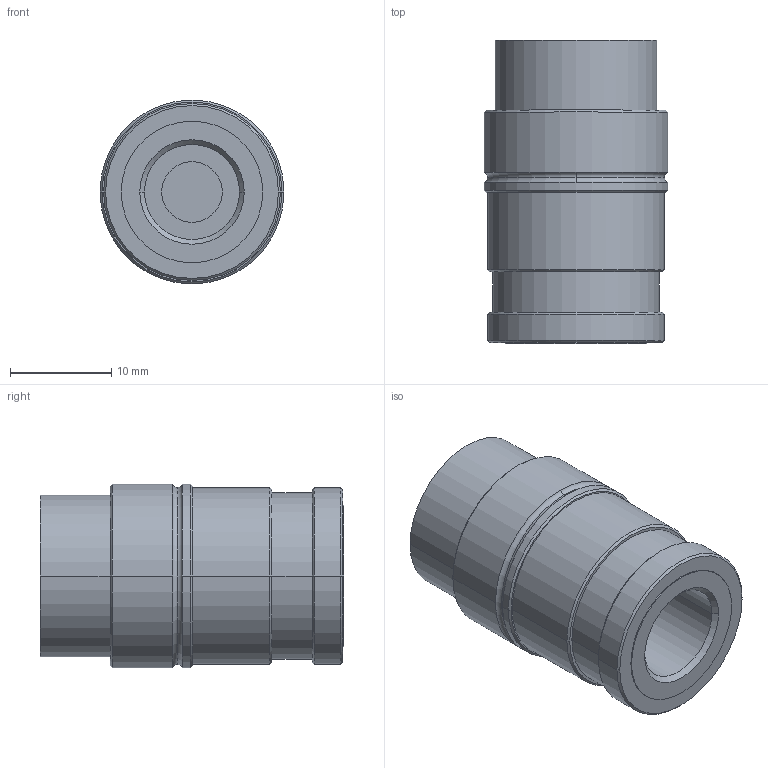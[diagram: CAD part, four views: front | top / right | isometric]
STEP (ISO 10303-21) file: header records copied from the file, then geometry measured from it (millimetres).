
FILE_DESCRIPTION(('STEP AP214'),'1');
FILE_NAME('esdmf-b.stp','2020-04-22T06:12:59',('TraceParts'),('TraceParts S.A.'),'Spatial InterOp 3D',' ',' ');
FILE_SCHEMA(('automotive_design'));
Length unit declared in the file: millimetre
Products named in the file (1): 1
Bounding box: 18.2 x 30 x 18.2 mm (x, y, z)
Volume: 5679.6 mm3; surface area: 2825.2 mm2
Topology: 1 solids, 1 shells, 43 faces, 88 edges, 54 vertices
Faces by surface type: cylinder 18, cone 12, plane 9, torus 4
Entity records: 1508 total; most frequent: DIRECTION 234, CARTESIAN_POINT 186, ORIENTED_EDGE 176, AXIS2_PLACEMENT_3D 102, EDGE_CURVE 88, CIRCLE 58, VERTEX_POINT 54, EDGE_LOOP 50
